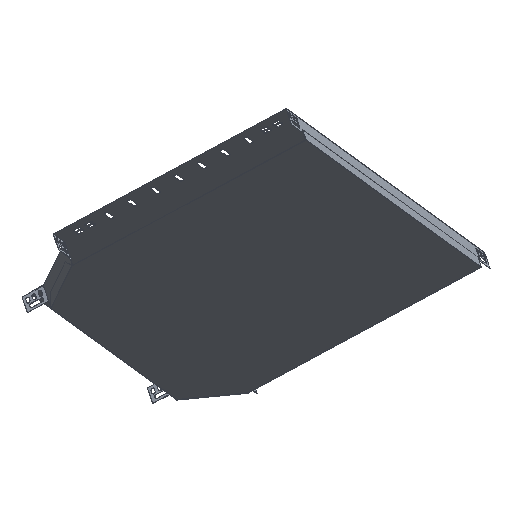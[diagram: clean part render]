
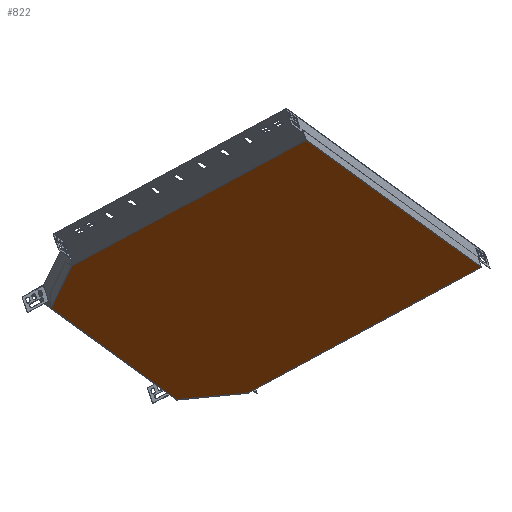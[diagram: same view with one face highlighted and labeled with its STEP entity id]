
A CAD part, front view. The second image highlights one B-rep face of the part: STEP entity #822.
In plain terms, the highlighted planar face has unit normal (0.283, -0.485, -0.827).
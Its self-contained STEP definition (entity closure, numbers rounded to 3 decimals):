
#131 = DIRECTION ( 'NONE',  ( 0.455, 0.827, -0.33 ) ) ;
#250 = CARTESIAN_POINT ( 'NONE',  ( 460.294, 321.503, -24.831 ) ) ;
#822 = ADVANCED_FACE ( 'NONE', ( #6591 ), #2586, .F. ) ;
#971 = DIRECTION ( 'NONE',  ( 0.919, 0.385, 0.088 ) ) ;
#1045 = DIRECTION ( 'NONE',  ( 0.919, 0.385, 0.088 ) ) ;
#1422 = ORIENTED_EDGE ( 'NONE', *, *, #1777, .T. ) ;
#1445 = ORIENTED_EDGE ( 'NONE', *, *, #1775, .F. ) ;
#1557 = ORIENTED_EDGE ( 'NONE', *, *, #1757, .T. ) ;
#1568 = ORIENTED_EDGE ( 'NONE', *, *, #1755, .T. ) ;
#1682 = ORIENTED_EDGE ( 'NONE', *, *, #1837, .T. ) ;
#1692 = ORIENTED_EDGE ( 'NONE', *, *, #1749, .F. ) ;
#1713 = ORIENTED_EDGE ( 'NONE', *, *, #1818, .T. ) ;
#1734 = EDGE_CURVE ( 'NONE', #3152, #3194, #2971, .T. ) ;
#1736 = EDGE_CURVE ( 'NONE', #3152, #3289, #2952, .T. ) ;
#1737 = EDGE_CURVE ( 'NONE', #3289, #2869, #2931, .T. ) ;
#1749 = EDGE_CURVE ( 'NONE', #2967, #10742, #2908, .T. ) ;
#1755 = EDGE_CURVE ( 'NONE', #3368, #2340, #2828, .T. ) ;
#1757 = EDGE_CURVE ( 'NONE', #2974, #3368, #2852, .T. ) ;
#1775 = EDGE_CURVE ( 'NONE', #2974, #3050, #2773, .T. ) ;
#1777 = EDGE_CURVE ( 'NONE', #3194, #3050, #2818, .T. ) ;
#1818 = EDGE_CURVE ( 'NONE', #2967, #2869, #2618, .T. ) ;
#1831 = ORIENTED_EDGE ( 'NONE', *, *, #1737, .F. ) ;
#1837 = EDGE_CURVE ( 'NONE', #2340, #10742, #2524, .T. ) ;
#1852 = ORIENTED_EDGE ( 'NONE', *, *, #1736, .F. ) ;
#1951 = ORIENTED_EDGE ( 'NONE', *, *, #1734, .T. ) ;
#2119 = CARTESIAN_POINT ( 'NONE',  ( 36.687, 463.384, -252.93 ) ) ;
#2138 = CARTESIAN_POINT ( 'NONE',  ( 36.301, 464.483, -253.707 ) ) ;
#2340 = VERTEX_POINT ( 'NONE', #3621 ) ;
#2475 = VECTOR ( 'NONE', #10134, 1000. ) ;
#2524 = LINE ( 'NONE', #2119, #2475 ) ;
#2573 = VECTOR ( 'NONE', #10097, 1000. ) ;
#2586 = PLANE ( 'NONE',  #6782 ) ;
#2614 = CARTESIAN_POINT ( 'NONE',  ( -281.996, -116.353, -21.702 ) ) ;
#2618 = LINE ( 'NONE', #2996, #2573 ) ;
#2630 = CARTESIAN_POINT ( 'NONE',  ( -322.26, -5.881, -100.295 ) ) ;
#2718 = VECTOR ( 'NONE', #131, 1000. ) ;
#2762 = VECTOR ( 'NONE', #10017, 1000. ) ;
#2773 = LINE ( 'NONE', #8247, #2762 ) ;
#2818 = LINE ( 'NONE', #2915, #2718 ) ;
#2822 = VECTOR ( 'NONE', #3815, 1000. ) ;
#2828 = LINE ( 'NONE', #7363, #2822 ) ;
#2844 = CARTESIAN_POINT ( 'NONE',  ( -321.525, -5.573, -100.224 ) ) ;
#2852 = LINE ( 'NONE', #5694, #2890 ) ;
#2869 = VERTEX_POINT ( 'NONE', #2614 ) ;
#2890 = VECTOR ( 'NONE', #1045, 1000. ) ;
#2898 = VECTOR ( 'NONE', #6558, 1000. ) ;
#2908 = LINE ( 'NONE', #8209, #2965 ) ;
#2915 = CARTESIAN_POINT ( 'NONE',  ( -320.973, -5.342, -100.171 ) ) ;
#2919 = VECTOR ( 'NONE', #9937, 1000. ) ;
#2931 = LINE ( 'NONE', #4715, #2898 ) ;
#2944 = VECTOR ( 'NONE', #971, 1000. ) ;
#2952 = LINE ( 'NONE', #3774, #2919 ) ;
#2965 = VECTOR ( 'NONE', #9067, 1000. ) ;
#2967 = VERTEX_POINT ( 'NONE', #7342 ) ;
#2971 = LINE ( 'NONE', #2844, #2944 ) ;
#2974 = VERTEX_POINT ( 'NONE', #10926 ) ;
#2996 = CARTESIAN_POINT ( 'NONE',  ( 140.935, -258.008, 206.033 ) ) ;
#3050 = VERTEX_POINT ( 'NONE', #11130 ) ;
#3152 = VERTEX_POINT ( 'NONE', #2630 ) ;
#3194 = VERTEX_POINT ( 'NONE', #3640 ) ;
#3289 = VERTEX_POINT ( 'NONE', #9968 ) ;
#3368 = VERTEX_POINT ( 'NONE', #2138 ) ;
#3503 = DIRECTION ( 'NONE',  ( -0.283, 0.485, 0.827 ) ) ;
#3621 = CARTESIAN_POINT ( 'NONE',  ( 36.687, 463.384, -252.93 ) ) ;
#3640 = CARTESIAN_POINT ( 'NONE',  ( -320.973, -5.342, -100.171 ) ) ;
#3774 = CARTESIAN_POINT ( 'NONE',  ( -322.571, -4.993, -100.922 ) ) ;
#3815 = DIRECTION ( 'NONE',  ( 0.276, -0.785, 0.555 ) ) ;
#4715 = CARTESIAN_POINT ( 'NONE',  ( -282.548, -116.584, -21.755 ) ) ;
#5694 = CARTESIAN_POINT ( 'NONE',  ( -94.664, 409.609, -266.286 ) ) ;
#6558 = DIRECTION ( 'NONE',  ( 0.919, 0.385, 0.088 ) ) ;
#6591 = FACE_OUTER_BOUND ( 'NONE', #10726, .T. ) ;
#6782 = AXIS2_PLACEMENT_3D ( 'NONE', #7092, #3503, #9666 ) ;
#7092 = CARTESIAN_POINT ( 'NONE',  ( -418.572, 272.629, -296.658 ) ) ;
#7342 = CARTESIAN_POINT ( 'NONE',  ( 141.611, -258.234, 206.397 ) ) ;
#7363 = CARTESIAN_POINT ( 'NONE',  ( 36.522, 463.855, -253.263 ) ) ;
#8209 = CARTESIAN_POINT ( 'NONE',  ( 141.097, -259.17, 206.77 ) ) ;
#8247 = CARTESIAN_POINT ( 'NONE',  ( -93.404, 409.416, -265.742 ) ) ;
#9067 = DIRECTION ( 'NONE',  ( 0.455, 0.827, -0.33 ) ) ;
#9666 = DIRECTION ( 'NONE',  ( -0.455, -0.827, 0.33 ) ) ;
#9937 = DIRECTION ( 'NONE',  ( 0.276, -0.785, 0.555 ) ) ;
#9968 = CARTESIAN_POINT ( 'NONE',  ( -283.283, -116.892, -21.826 ) ) ;
#10017 = DIRECTION ( 'NONE',  ( 0.276, -0.785, 0.555 ) ) ;
#10097 = DIRECTION ( 'NONE',  ( -0.845, 0.283, -0.455 ) ) ;
#10134 = DIRECTION ( 'NONE',  ( 0.845, -0.283, 0.455 ) ) ;
#10726 = EDGE_LOOP ( 'NONE', ( #1422, #1445, #1557, #1568, #1682, #1692, #1713, #1831, #1852, #1951 ) ) ;
#10742 = VERTEX_POINT ( 'NONE', #250 ) ;
#10926 = CARTESIAN_POINT ( 'NONE',  ( -93.624, 410.044, -266.186 ) ) ;
#11130 = CARTESIAN_POINT ( 'NONE',  ( -93.238, 408.945, -265.409 ) ) ;
